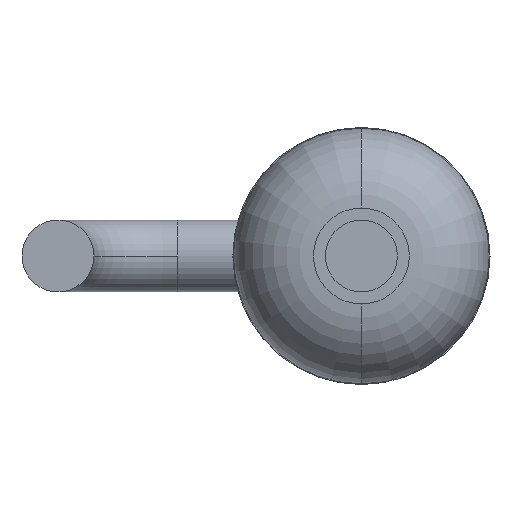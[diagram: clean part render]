
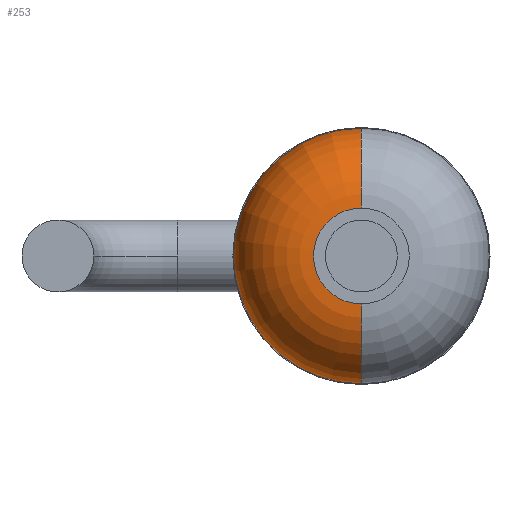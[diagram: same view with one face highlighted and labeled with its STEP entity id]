
A CAD part, front view. The second image highlights one B-rep face of the part: STEP entity #253.
In plain terms, the highlighted toroidal (fillet/blend) face has major radius 0.3 mm and minor radius 0.5 mm.
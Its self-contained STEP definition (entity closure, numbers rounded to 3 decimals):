
#4 = CARTESIAN_POINT ( 'NONE',  ( 0., 0.5, 0. ) ) ;
#59 = FACE_OUTER_BOUND ( 'NONE', #591, .T. ) ;
#71 = CIRCLE ( 'NONE', #491, 0.5 ) ;
#92 = CARTESIAN_POINT ( 'NONE',  ( 0., 1., 0. ) ) ;
#127 = TOROIDAL_SURFACE ( 'NONE', #690, 0.3, 0.5 ) ;
#155 = DIRECTION ( 'NONE',  ( 0., 0., -1. ) ) ;
#158 = CARTESIAN_POINT ( 'NONE',  ( 0., 1., 0. ) ) ;
#171 = ORIENTED_EDGE ( 'NONE', *, *, #543, .T. ) ;
#186 = EDGE_CURVE ( 'NONE', #343, #379, #1090, .T. ) ;
#203 = CARTESIAN_POINT ( 'NONE',  ( 0., 1., -0.8 ) ) ;
#253 = ADVANCED_FACE ( 'NONE', ( #59 ), #127, .T. ) ;
#343 = VERTEX_POINT ( 'NONE', #755 ) ;
#350 = DIRECTION ( 'NONE',  ( 0., -1., 0. ) ) ;
#379 = VERTEX_POINT ( 'NONE', #203 ) ;
#381 = DIRECTION ( 'NONE',  ( 0., 0., 1. ) ) ;
#382 = AXIS2_PLACEMENT_3D ( 'NONE', #158, #350, #155 ) ;
#444 = CARTESIAN_POINT ( 'NONE',  ( 0., 1., 0.3 ) ) ;
#454 = DIRECTION ( 'NONE',  ( 0., 0., -1. ) ) ;
#456 = EDGE_CURVE ( 'NONE', #555, #503, #1097, .T. ) ;
#463 = CARTESIAN_POINT ( 'NONE',  ( 0., 1., -0.3 ) ) ;
#491 = AXIS2_PLACEMENT_3D ( 'NONE', #444, #891, #718 ) ;
#503 = VERTEX_POINT ( 'NONE', #1099 ) ;
#543 = EDGE_CURVE ( 'NONE', #379, #503, #1111, .T. ) ;
#555 = VERTEX_POINT ( 'NONE', #837 ) ;
#583 = ORIENTED_EDGE ( 'NONE', *, *, #186, .T. ) ;
#591 = EDGE_LOOP ( 'NONE', ( #700, #583, #171, #795 ) ) ;
#612 = AXIS2_PLACEMENT_3D ( 'NONE', #4, #828, #454 ) ;
#690 = AXIS2_PLACEMENT_3D ( 'NONE', #92, #749, #1098 ) ;
#700 = ORIENTED_EDGE ( 'NONE', *, *, #978, .F. ) ;
#718 = DIRECTION ( 'NONE',  ( 0., 0., -1. ) ) ;
#749 = DIRECTION ( 'NONE',  ( 0., -1., 0. ) ) ;
#755 = CARTESIAN_POINT ( 'NONE',  ( 0., 1., 0.8 ) ) ;
#795 = ORIENTED_EDGE ( 'NONE', *, *, #456, .F. ) ;
#828 = DIRECTION ( 'NONE',  ( 0., -1., 0. ) ) ;
#837 = CARTESIAN_POINT ( 'NONE',  ( 0., 0.5, 0.3 ) ) ;
#855 = DIRECTION ( 'NONE',  ( -1., 0., 0. ) ) ;
#858 = AXIS2_PLACEMENT_3D ( 'NONE', #463, #855, #381 ) ;
#891 = DIRECTION ( 'NONE',  ( 1., 0., 0. ) ) ;
#978 = EDGE_CURVE ( 'NONE', #343, #555, #71, .T. ) ;
#1090 = CIRCLE ( 'NONE', #382, 0.8 ) ;
#1097 = CIRCLE ( 'NONE', #612, 0.3 ) ;
#1098 = DIRECTION ( 'NONE',  ( 0., 0., -1. ) ) ;
#1099 = CARTESIAN_POINT ( 'NONE',  ( 0., 0.5, -0.3 ) ) ;
#1111 = CIRCLE ( 'NONE', #858, 0.5 ) ;
